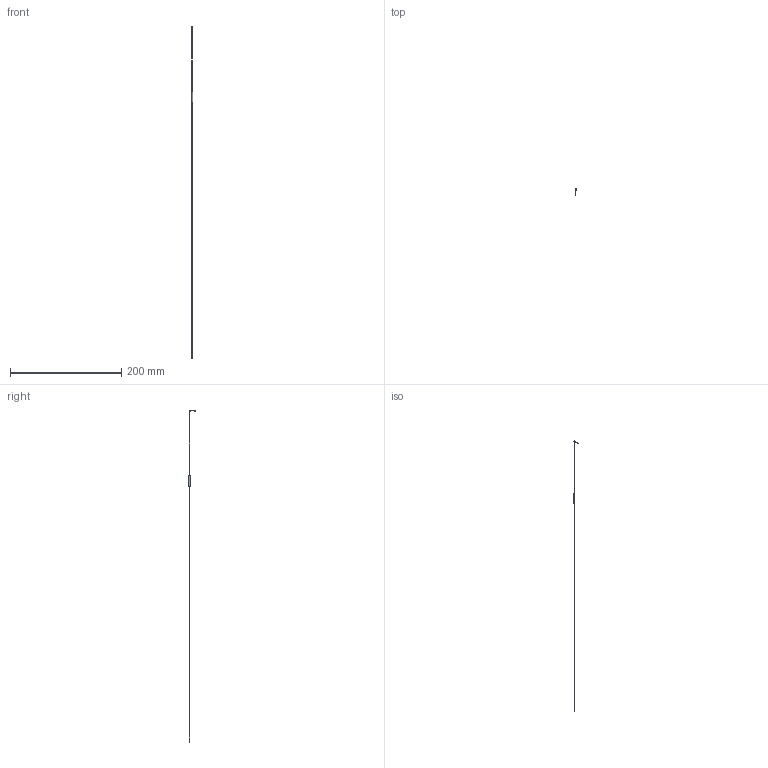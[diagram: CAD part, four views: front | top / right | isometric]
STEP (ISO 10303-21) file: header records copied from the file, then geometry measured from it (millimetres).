
FILE_DESCRIPTION (( 'STEP AP214' ), '1' );
FILE_NAME ('8290, ECG Lead, Rev. 1.1.STEP', '2025-02-14T15:46:52', ( '' ), ( '' ), 'SwSTEP 2.0', 'SolidWorks 2022', '' );
FILE_SCHEMA (( 'AUTOMOTIVE_DESIGN' ));
Length unit declared in the file: millimetre
Products named in the file (13): 8389, Electrode, Rev 1.1; 8263, PEEK Single Lumen Tube, Rev 1.1; 8181 Pellethane 55D Tube, 1.245 MM, Rev. 1.0; 8XXX, Distal Lead Tip, Rev. 0.1; ECG XXXX, Outer Tubing 80A 8 mm, Rev 1.0; ECG XXXX, Outer Tubing 80A 60 mm, Rev 1.0; 8262, Silicone Tubing 1.25 mm ID x 2 cm, Rev 0.1; 8184, Proximal Lead Tip, Rev. 1.1; 8158 Proximal Contact-3 mm Rev 1.0; XXXX, Outer Tubing 80A, 1.245mm, Rev 1.0; 8XXX, 1.27mm Suture Cord no furl, Rev 0.1; 8159 Proximal Contact-1.5 mm Rev 1.0; 8290, ECG Lead, Rev. 1.1
Assembly tree (15 placements, depth 2):
  8290, ECG Lead, Rev. 1.1
    ECG XXXX, Outer Tubing 80A 60 mm, Rev 1.0
    8262, Silicone Tubing 1.25 mm ID x 2 cm, Rev 0.1
    8158 Proximal Contact-3 mm Rev 1.0
    8389, Electrode, Rev 1.1  x2
    8159 Proximal Contact-1.5 mm Rev 1.0  x2
    8XXX, 1.27mm Suture Cord no furl, Rev 0.1
    8263, PEEK Single Lumen Tube, Rev 1.1
    8XXX, Distal Lead Tip, Rev. 0.1
    8181 Pellethane 55D Tube, 1.245 MM, Rev. 1.0  x2
    ECG XXXX, Outer Tubing 80A 8 mm, Rev 1.0
    XXXX, Outer Tubing 80A, 1.245mm, Rev 1.0
    8184, Proximal Lead Tip, Rev. 1.1
Bounding box: 2 x 11 x 596.74 mm (x, y, z)
Volume: 266.7 mm3; surface area: 4714.5 mm2
Topology: 15 solids, 15 shells, 117 faces, 250 edges, 162 vertices
Faces by surface type: cylinder 65, plane 40, torus 8, cone 4
Entity records: 3591 total; most frequent: CARTESIAN_POINT 566, DIRECTION 548, ORIENTED_EDGE 404, AXIS2_PLACEMENT_3D 236, EDGE_CURVE 202, VERTEX_POINT 130, CIRCLE 122, EDGE_LOOP 114
